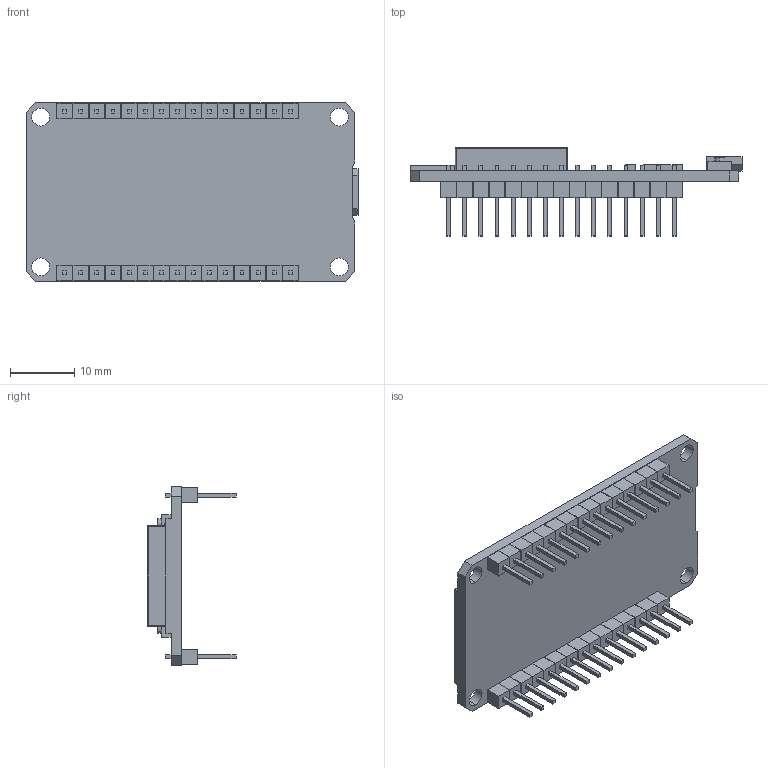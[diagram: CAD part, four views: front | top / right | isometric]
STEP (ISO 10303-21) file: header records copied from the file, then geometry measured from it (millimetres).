
FILE_DESCRIPTION (( 'STEP AP214' ), '1' );
FILE_NAME ('ESP-32 (3.02.19).STEP', '2019-02-02T21:39:33', ( '' ), ( '' ), 'SwSTEP 2.0', 'SolidWorks 2017', '' );
FILE_SCHEMA (( 'AUTOMOTIVE_DESIGN' ));
Length unit declared in the file: millimetre
Products named in the file (1): ESP-32 (3.02.19)
Bounding box: 51.6 x 13.7 x 27.8 mm (x, y, z)
Volume: 3925.7 mm3; surface area: 4817.9 mm2
Topology: 1 solids, 1 shells, 713 faces, 1773 edges, 1178 vertices
Faces by surface type: plane 606, bspline 75, cylinder 26, torus 6
Entity records: 25508 total; most frequent: CARTESIAN_POINT 8404, ORIENTED_EDGE 3546, DIRECTION 2961, EDGE_CURVE 1773, LINE 1563, VECTOR 1563, VERTEX_POINT 1178, EDGE_LOOP 837
